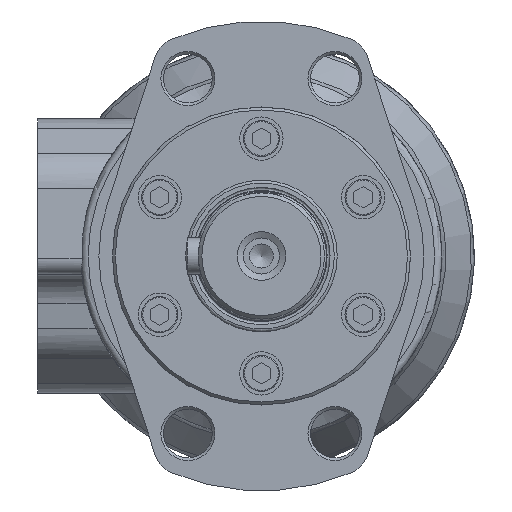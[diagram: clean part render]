
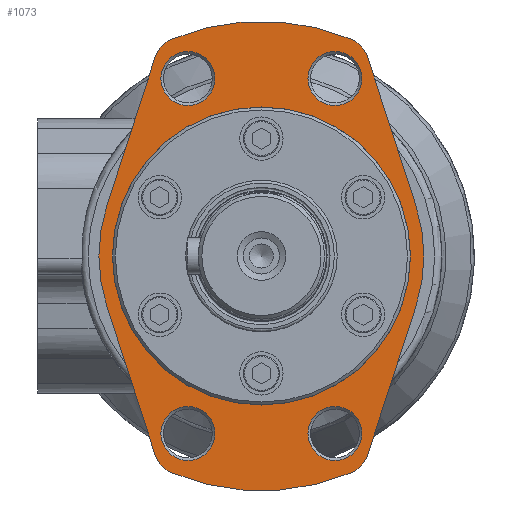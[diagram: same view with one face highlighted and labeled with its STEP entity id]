
A CAD part, left-side view. The second image highlights one B-rep face of the part: STEP entity #1073.
In plain terms, the highlighted planar face has unit normal (-1, 0, 0).
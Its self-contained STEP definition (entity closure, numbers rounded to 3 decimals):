
#1073 = ADVANCED_FACE( '', ( #2271, #2272, #2273, #2274, #2275, #2276 ), #2277, .F. );
#2271 = FACE_BOUND( '', #3482, .T. );
#2272 = FACE_BOUND( '', #3483, .T. );
#2273 = FACE_BOUND( '', #3484, .T. );
#2274 = FACE_BOUND( '', #3485, .T. );
#2275 = FACE_BOUND( '', #3486, .T. );
#2276 = FACE_OUTER_BOUND( '', #3487, .T. );
#2277 = PLANE( '', #3488 );
#3482 = EDGE_LOOP( '', ( #5701 ) );
#3483 = EDGE_LOOP( '', ( #5702 ) );
#3484 = EDGE_LOOP( '', ( #5703 ) );
#3485 = EDGE_LOOP( '', ( #5704 ) );
#3486 = EDGE_LOOP( '', ( #5705 ) );
#3487 = EDGE_LOOP( '', ( #5706, #5707, #5708, #5709, #5710, #5711, #5712, #5713, #5714, #5715, #5716, #5717 ) );
#3488 = AXIS2_PLACEMENT_3D( '', #5718, #5719, #5720 );
#5701 = ORIENTED_EDGE( '', *, *, #6887, .T. );
#5702 = ORIENTED_EDGE( '', *, *, #6830, .T. );
#5703 = ORIENTED_EDGE( '', *, *, #6656, .T. );
#5704 = ORIENTED_EDGE( '', *, *, #6392, .T. );
#5705 = ORIENTED_EDGE( '', *, *, #6888, .T. );
#5706 = ORIENTED_EDGE( '', *, *, #6230, .F. );
#5707 = ORIENTED_EDGE( '', *, *, #6568, .F. );
#5708 = ORIENTED_EDGE( '', *, *, #6482, .F. );
#5709 = ORIENTED_EDGE( '', *, *, #6889, .F. );
#5710 = ORIENTED_EDGE( '', *, *, #6605, .F. );
#5711 = ORIENTED_EDGE( '', *, *, #6890, .F. );
#5712 = ORIENTED_EDGE( '', *, *, #6891, .F. );
#5713 = ORIENTED_EDGE( '', *, *, #6876, .F. );
#5714 = ORIENTED_EDGE( '', *, *, #6840, .F. );
#5715 = ORIENTED_EDGE( '', *, *, #6833, .F. );
#5716 = ORIENTED_EDGE( '', *, *, #6665, .F. );
#5717 = ORIENTED_EDGE( '', *, *, #6426, .F. );
#5718 = CARTESIAN_POINT( '', ( 0., 21.79, 52.67 ) );
#5719 = DIRECTION( '', ( 1., 0., 0. ) );
#5720 = DIRECTION( '', ( 0., 0., -1. ) );
#6230 = EDGE_CURVE( '', #7254, #7255, #7256, .T. );
#6392 = EDGE_CURVE( '', #7520, #7520, #7521, .T. );
#6426 = EDGE_CURVE( '', #7255, #7572, #7573, .T. );
#6482 = EDGE_CURVE( '', #7663, #7664, #7665, .T. );
#6568 = EDGE_CURVE( '', #7664, #7254, #7786, .T. );
#6605 = EDGE_CURVE( '', #7844, #7845, #7846, .T. );
#6656 = EDGE_CURVE( '', #7916, #7916, #7917, .T. );
#6665 = EDGE_CURVE( '', #7572, #7929, #7930, .T. );
#6830 = EDGE_CURVE( '', #8130, #8130, #8131, .T. );
#6833 = EDGE_CURVE( '', #7929, #8134, #8135, .T. );
#6840 = EDGE_CURVE( '', #8134, #8143, #8144, .T. );
#6876 = EDGE_CURVE( '', #8143, #8184, #8185, .T. );
#6887 = EDGE_CURVE( '', #8197, #8197, #8198, .T. );
#6888 = EDGE_CURVE( '', #8199, #8199, #8200, .T. );
#6889 = EDGE_CURVE( '', #7845, #7663, #8201, .T. );
#6890 = EDGE_CURVE( '', #8202, #7844, #8203, .T. );
#6891 = EDGE_CURVE( '', #8184, #8202, #8204, .T. );
#7254 = VERTEX_POINT( '', #8730 );
#7255 = VERTEX_POINT( '', #8731 );
#7256 = CIRCLE( '', #8732, 8. );
#7520 = VERTEX_POINT( '', #9347 );
#7521 = CIRCLE( '', #9348, 7.48 );
#7572 = VERTEX_POINT( '', #9421 );
#7573 = CIRCLE( '', #9422, 65. );
#7663 = VERTEX_POINT( '', #9605 );
#7664 = VERTEX_POINT( '', #9606 );
#7665 = CIRCLE( '', #9607, 45. );
#7786 = LINE( '', #9862, #9863 );
#7844 = VERTEX_POINT( '', #9932 );
#7845 = VERTEX_POINT( '', #9933 );
#7846 = CIRCLE( '', #9934, 8. );
#7916 = VERTEX_POINT( '', #10023 );
#7917 = CIRCLE( '', #10024, 7.48 );
#7929 = VERTEX_POINT( '', #10053 );
#7930 = CIRCLE( '', #10054, 8. );
#8130 = VERTEX_POINT( '', #10388 );
#8131 = CIRCLE( '', #10389, 7.48 );
#8134 = VERTEX_POINT( '', #10392 );
#8135 = LINE( '', #10393, #10394 );
#8143 = VERTEX_POINT( '', #10404 );
#8144 = CIRCLE( '', #10405, 45. );
#8184 = VERTEX_POINT( '', #10457 );
#8185 = LINE( '', #10458, #10459 );
#8197 = VERTEX_POINT( '', #10474 );
#8198 = CIRCLE( '', #10475, 41.275 );
#8199 = VERTEX_POINT( '', #10476 );
#8200 = CIRCLE( '', #10477, 7.48 );
#8201 = LINE( '', #10478, #10479 );
#8202 = VERTEX_POINT( '', #10480 );
#8203 = CIRCLE( '', #10481, 65. );
#8204 = CIRCLE( '', #10482, 8. );
#8730 = CARTESIAN_POINT( '', ( 0., 29.399, 55.143 ) );
#8731 = CARTESIAN_POINT( '', ( 0., 24.849, 60.063 ) );
#8732 = AXIS2_PLACEMENT_3D( '', #10820, #10821, #10822 );
#9347 = CARTESIAN_POINT( '', ( 0., -20.359, 41.67 ) );
#9348 = AXIS2_PLACEMENT_3D( '', #11041, #11042, #11043 );
#9421 = CARTESIAN_POINT( '', ( 0., -24.849, 60.063 ) );
#9422 = AXIS2_PLACEMENT_3D( '', #11080, #11081, #11082 );
#9605 = CARTESIAN_POINT( '', ( 0., 42.798, -13.906 ) );
#9606 = CARTESIAN_POINT( '', ( 0., 42.798, 13.906 ) );
#9607 = AXIS2_PLACEMENT_3D( '', #11155, #11156, #11157 );
#9862 = CARTESIAN_POINT( '', ( 0., 42.798, 13.906 ) );
#9863 = VECTOR( '', #11250, 1000. );
#9932 = CARTESIAN_POINT( '', ( 0., 24.849, -60.063 ) );
#9933 = CARTESIAN_POINT( '', ( 0., 29.399, -55.143 ) );
#9934 = AXIS2_PLACEMENT_3D( '', #11316, #11317, #11318 );
#10023 = CARTESIAN_POINT( '', ( 0., 20.359, 41.67 ) );
#10024 = AXIS2_PLACEMENT_3D( '', #11375, #11376, #11377 );
#10053 = CARTESIAN_POINT( '', ( 0., -29.399, 55.143 ) );
#10054 = AXIS2_PLACEMENT_3D( '', #11387, #11388, #11389 );
#10388 = CARTESIAN_POINT( '', ( 0., -20.359, -56.63 ) );
#10389 = AXIS2_PLACEMENT_3D( '', #11529, #11530, #11531 );
#10392 = CARTESIAN_POINT( '', ( 0., -42.798, 13.906 ) );
#10393 = CARTESIAN_POINT( '', ( 0., -29.399, 55.143 ) );
#10394 = VECTOR( '', #11532, 1000. );
#10404 = CARTESIAN_POINT( '', ( 0., -42.798, -13.906 ) );
#10405 = AXIS2_PLACEMENT_3D( '', #11538, #11539, #11540 );
#10457 = CARTESIAN_POINT( '', ( 0., -29.399, -55.143 ) );
#10458 = CARTESIAN_POINT( '', ( 0., -42.798, -13.906 ) );
#10459 = VECTOR( '', #11565, 1000. );
#10474 = CARTESIAN_POINT( '', ( 0., 0., -41.275 ) );
#10475 = AXIS2_PLACEMENT_3D( '', #11572, #11573, #11574 );
#10476 = CARTESIAN_POINT( '', ( 0., 20.359, -56.63 ) );
#10477 = AXIS2_PLACEMENT_3D( '', #11575, #11576, #11577 );
#10478 = CARTESIAN_POINT( '', ( 0., 29.399, -55.143 ) );
#10479 = VECTOR( '', #11578, 1000. );
#10480 = CARTESIAN_POINT( '', ( 0., -24.849, -60.063 ) );
#10481 = AXIS2_PLACEMENT_3D( '', #11579, #11580, #11581 );
#10482 = AXIS2_PLACEMENT_3D( '', #11582, #11583, #11584 );
#10820 = CARTESIAN_POINT( '', ( 0., 21.79, 52.67 ) );
#10821 = DIRECTION( '', ( 1., 0., 0. ) );
#10822 = DIRECTION( '', ( 0., 0., -1. ) );
#11041 = CARTESIAN_POINT( '', ( 0., -20.359, 49.15 ) );
#11042 = DIRECTION( '', ( 1., 0., 0. ) );
#11043 = DIRECTION( '', ( 0., 0., -1. ) );
#11080 = CARTESIAN_POINT( '', ( 0., 0., 0. ) );
#11081 = DIRECTION( '', ( 1., 0., 0. ) );
#11082 = DIRECTION( '', ( 0., 0., -1. ) );
#11155 = CARTESIAN_POINT( '', ( 0., 0., 0. ) );
#11156 = DIRECTION( '', ( 1., 0., 0. ) );
#11157 = DIRECTION( '', ( 0., 0., -1. ) );
#11250 = DIRECTION( '', ( 0., -0.309, 0.951 ) );
#11316 = CARTESIAN_POINT( '', ( 0., 21.79, -52.67 ) );
#11317 = DIRECTION( '', ( 1., 0., 0. ) );
#11318 = DIRECTION( '', ( 0., 0., -1. ) );
#11375 = CARTESIAN_POINT( '', ( 0., 20.359, 49.15 ) );
#11376 = DIRECTION( '', ( 1., 0., 0. ) );
#11377 = DIRECTION( '', ( 0., 0., -1. ) );
#11387 = CARTESIAN_POINT( '', ( 0., -21.79, 52.67 ) );
#11388 = DIRECTION( '', ( 1., 0., 0. ) );
#11389 = DIRECTION( '', ( 0., 0., -1. ) );
#11529 = CARTESIAN_POINT( '', ( 0., -20.359, -49.15 ) );
#11530 = DIRECTION( '', ( 1., 0., 0. ) );
#11531 = DIRECTION( '', ( 0., 0., -1. ) );
#11532 = DIRECTION( '', ( 0., -0.309, -0.951 ) );
#11538 = CARTESIAN_POINT( '', ( 0., 0., 0. ) );
#11539 = DIRECTION( '', ( 1., 0., 0. ) );
#11540 = DIRECTION( '', ( 0., 0., -1. ) );
#11565 = DIRECTION( '', ( 0., 0.309, -0.951 ) );
#11572 = CARTESIAN_POINT( '', ( 0., 0., 0. ) );
#11573 = DIRECTION( '', ( 1., 0., 0. ) );
#11574 = DIRECTION( '', ( 0., 0., -1. ) );
#11575 = CARTESIAN_POINT( '', ( 0., 20.359, -49.15 ) );
#11576 = DIRECTION( '', ( 1., 0., 0. ) );
#11577 = DIRECTION( '', ( 0., 0., -1. ) );
#11578 = DIRECTION( '', ( 0., 0.309, 0.951 ) );
#11579 = CARTESIAN_POINT( '', ( 0., 0., 0. ) );
#11580 = DIRECTION( '', ( 1., 0., 0. ) );
#11581 = DIRECTION( '', ( 0., 0., -1. ) );
#11582 = CARTESIAN_POINT( '', ( 0., -21.79, -52.67 ) );
#11583 = DIRECTION( '', ( 1., 0., 0. ) );
#11584 = DIRECTION( '', ( 0., 0., -1. ) );
